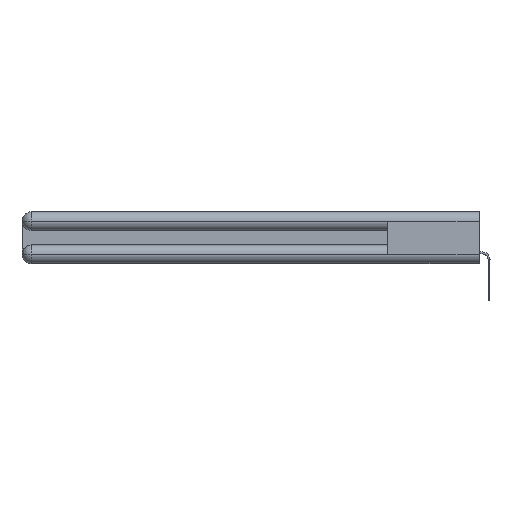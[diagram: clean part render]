
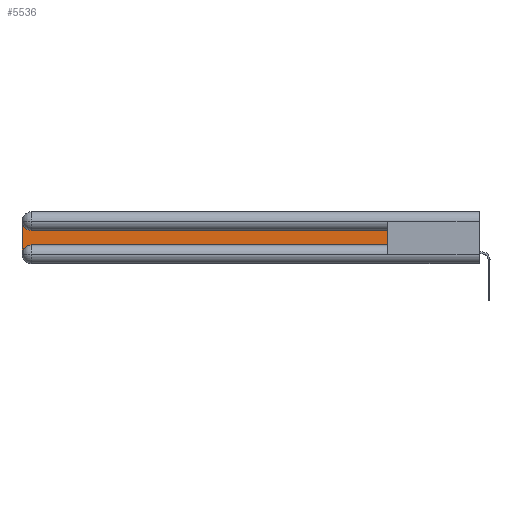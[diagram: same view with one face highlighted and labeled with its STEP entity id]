
A CAD part, left-side view. The second image highlights one B-rep face of the part: STEP entity #5536.
In plain terms, the highlighted planar face has unit normal (-1, 0, 0).
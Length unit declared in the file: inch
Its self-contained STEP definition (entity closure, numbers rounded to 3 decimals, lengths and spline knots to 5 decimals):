
#243 = LINE ( 'NONE', #11047, #15888 ) ;
#1589 = EDGE_CURVE ( 'NONE', #25434, #14505, #19888, .T. ) ;
#1698 = EDGE_CURVE ( 'NONE', #4147, #19593, #7537, .T. ) ;
#4147 = VERTEX_POINT ( 'NONE', #6573 ) ;
#4265 = DIRECTION ( 'NONE',  ( 0., 0., -1. ) ) ;
#4331 = CIRCLE ( 'NONE', #20023, 0.06 ) ;
#5536 = ADVANCED_FACE ( 'NONE', ( #27329 ), #16911, .F. ) ;
#5575 = ORIENTED_EDGE ( 'NONE', *, *, #10336, .T. ) ;
#6573 = CARTESIAN_POINT ( 'NONE',  ( 0.075, 0.6, -0.1225 ) ) ;
#6985 = DIRECTION ( 'NONE',  ( 0., -1., 0. ) ) ;
#7289 = EDGE_CURVE ( 'NONE', #19593, #15147, #15776, .T. ) ;
#7537 = LINE ( 'NONE', #7965, #16984 ) ;
#7965 = CARTESIAN_POINT ( 'NONE',  ( 0.075, 0.6, -0.1225 ) ) ;
#8234 = DIRECTION ( 'NONE',  ( 1., 0., 0. ) ) ;
#9709 = ORIENTED_EDGE ( 'NONE', *, *, #1589, .T. ) ;
#10023 = ORIENTED_EDGE ( 'NONE', *, *, #1698, .T. ) ;
#10336 = EDGE_CURVE ( 'NONE', #14505, #4147, #243, .T. ) ;
#10373 = ORIENTED_EDGE ( 'NONE', *, *, #7289, .T. ) ;
#10992 = CARTESIAN_POINT ( 'NONE',  ( 0.075, 3., -0.2775 ) ) ;
#11047 = CARTESIAN_POINT ( 'NONE',  ( 0.075, 0.6, -0.2175 ) ) ;
#11519 = CARTESIAN_POINT ( 'NONE',  ( 0.075, 3., -0.0625 ) ) ;
#11961 = AXIS2_PLACEMENT_3D ( 'NONE', #18903, #8234, #17046 ) ;
#11968 = EDGE_CURVE ( 'NONE', #14519, #25434, #4331, .T. ) ;
#12270 = DIRECTION ( 'NONE',  ( 1., 0., 0. ) ) ;
#12425 = DIRECTION ( 'NONE',  ( 0., 1., 0. ) ) ;
#12756 = LINE ( 'NONE', #23593, #24449 ) ;
#13124 = ORIENTED_EDGE ( 'NONE', *, *, #11968, .T. ) ;
#14505 = VERTEX_POINT ( 'NONE', #20107 ) ;
#14519 = VERTEX_POINT ( 'NONE', #10992 ) ;
#14572 = DIRECTION ( 'NONE',  ( 0., 0., 1. ) ) ;
#14855 = CARTESIAN_POINT ( 'NONE',  ( 0.075, 2.94, -0.2775 ) ) ;
#15134 = DIRECTION ( 'NONE',  ( 0., 0., -1. ) ) ;
#15147 = VERTEX_POINT ( 'NONE', #11519 ) ;
#15776 = CIRCLE ( 'NONE', #18043, 0.06 ) ;
#15888 = VECTOR ( 'NONE', #14572, 39.37008 ) ;
#16911 = PLANE ( 'NONE',  #11961 ) ;
#16984 = VECTOR ( 'NONE', #12425, 39.37008 ) ;
#17017 = CARTESIAN_POINT ( 'NONE',  ( 0.075, 2.94, -0.0625 ) ) ;
#17046 = DIRECTION ( 'NONE',  ( 0., 0., -1. ) ) ;
#17277 = ORIENTED_EDGE ( 'NONE', *, *, #20707, .T. ) ;
#18043 = AXIS2_PLACEMENT_3D ( 'NONE', #17017, #12270, #4265 ) ;
#18332 = VECTOR ( 'NONE', #6985, 39.37008 ) ;
#18903 = CARTESIAN_POINT ( 'NONE',  ( 0.075, 3., -0.1225 ) ) ;
#19103 = DIRECTION ( 'NONE',  ( 0., 0., -1. ) ) ;
#19593 = VERTEX_POINT ( 'NONE', #26755 ) ;
#19888 = LINE ( 'NONE', #26632, #18332 ) ;
#20023 = AXIS2_PLACEMENT_3D ( 'NONE', #14855, #23452, #15134 ) ;
#20107 = CARTESIAN_POINT ( 'NONE',  ( 0.075, 0.6, -0.2175 ) ) ;
#20707 = EDGE_CURVE ( 'NONE', #15147, #14519, #12756, .T. ) ;
#23452 = DIRECTION ( 'NONE',  ( 1., 0., 0. ) ) ;
#23593 = CARTESIAN_POINT ( 'NONE',  ( 0.075, 3., -0.2175 ) ) ;
#24449 = VECTOR ( 'NONE', #19103, 39.37008 ) ;
#24742 = EDGE_LOOP ( 'NONE', ( #10023, #10373, #17277, #13124, #9709, #5575 ) ) ;
#25206 = CARTESIAN_POINT ( 'NONE',  ( 0.075, 2.94, -0.2175 ) ) ;
#25434 = VERTEX_POINT ( 'NONE', #25206 ) ;
#26632 = CARTESIAN_POINT ( 'NONE',  ( 0.075, 0.6, -0.2175 ) ) ;
#26755 = CARTESIAN_POINT ( 'NONE',  ( 0.075, 2.94, -0.1225 ) ) ;
#27329 = FACE_OUTER_BOUND ( 'NONE', #24742, .T. ) ;
